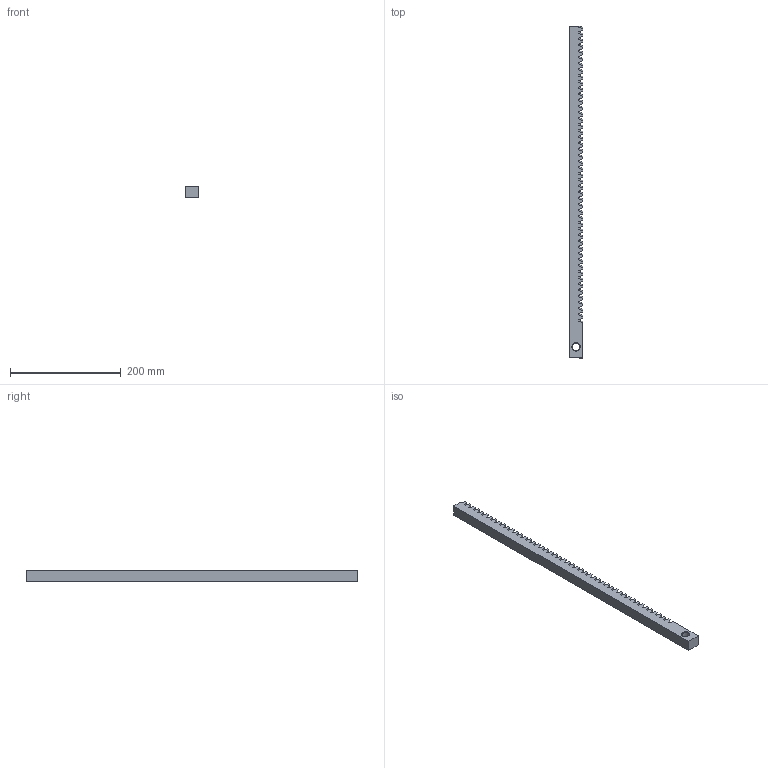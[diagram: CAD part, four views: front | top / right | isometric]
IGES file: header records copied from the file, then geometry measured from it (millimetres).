
Global section: file name: 51153_0697_04; native system: Autodesk Inventor 2022; preprocessor: unknown; author: Nesvadba; date: 20240222.125729; units: millimetre
Bounding box: 25 x 600 x 20 mm (x, y, z)
Volume: 256293.5 mm3; surface area: 61747.6 mm2
Topology: 1 solids, 1 shells, 203 faces, 605 edges, 404 vertices
Faces by surface type: bspline 203
